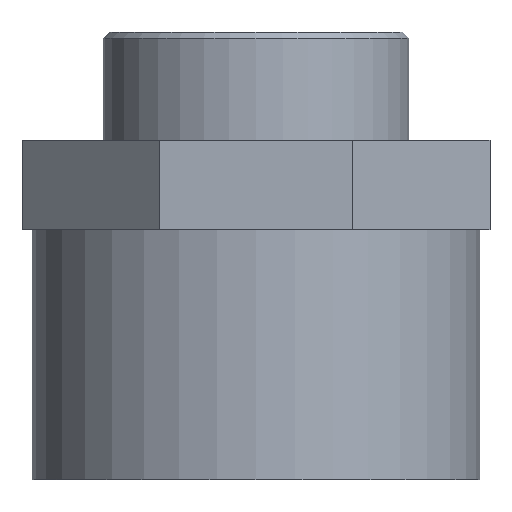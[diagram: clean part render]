
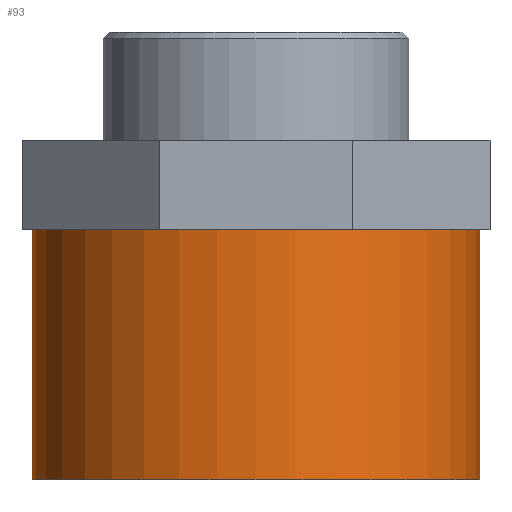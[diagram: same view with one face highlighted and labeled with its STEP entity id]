
A CAD part, front view. The second image highlights one B-rep face of the part: STEP entity #93.
In plain terms, the highlighted cylindrical face has radius 55 mm (diameter 110 mm), a partial arc.
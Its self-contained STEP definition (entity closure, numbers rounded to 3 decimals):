
#93=ADVANCED_FACE('',(#184),#185,.T.);
#184=FACE_OUTER_BOUND('',#268,.T.);
#185=CYLINDRICAL_SURFACE('',#269,55.0);
#268=EDGE_LOOP('',(#465,#466,#467,#468));
#269=AXIS2_PLACEMENT_3D('',#469,#470,#471);
#465=ORIENTED_EDGE('',*,*,#482,.T.);
#466=ORIENTED_EDGE('',*,*,#530,.F.);
#467=ORIENTED_EDGE('',*,*,#484,.T.);
#468=ORIENTED_EDGE('',*,*,#557,.F.);
#469=CARTESIAN_POINT('',(0.0,0.0,30.75));
#470=DIRECTION('',(0.0,0.0,1.0));
#471=DIRECTION('',(1.0,0.0,0.0));
#482=EDGE_CURVE('',#561,#562,#563,.T.);
#484=EDGE_CURVE('',#566,#564,#567,.T.);
#530=EDGE_CURVE('',#566,#562,#635,.T.);
#557=EDGE_CURVE('',#561,#564,#670,.T.);
#561=VERTEX_POINT('',#674);
#562=VERTEX_POINT('',#675);
#563=LINE('',#676,#677);
#564=VERTEX_POINT('',#678);
#566=VERTEX_POINT('',#680);
#567=LINE('',#681,#682);
#635=CIRCLE('',#768,55.0);
#670=CIRCLE('',#819,55.0);
#674=CARTESIAN_POINT('',(55.0,0.0,0.0));
#675=CARTESIAN_POINT('',(55.0,0.0,61.5));
#676=CARTESIAN_POINT('',(55.0,0.,30.75));
#677=VECTOR('',#822,1.0);
#678=CARTESIAN_POINT('',(-55.0,0.,0.0));
#680=CARTESIAN_POINT('',(-55.0,0.,61.5));
#681=CARTESIAN_POINT('',(-55.0,0.,30.75));
#682=VECTOR('',#826,1.0);
#768=AXIS2_PLACEMENT_3D('',#890,#891,#892);
#819=AXIS2_PLACEMENT_3D('',#909,#910,#911);
#822=DIRECTION('',(0.0,0.0,1.0));
#826=DIRECTION('',(-0.0,-0.0,-1.0));
#890=CARTESIAN_POINT('',(0.0,0.0,61.5));
#891=DIRECTION('',(0.0,0.0,1.0));
#892=DIRECTION('',(1.0,0.0,0.0));
#909=CARTESIAN_POINT('',(0.0,0.0,0.0));
#910=DIRECTION('',(0.0,0.0,-1.0));
#911=DIRECTION('',(1.0,0.0,0.0));
